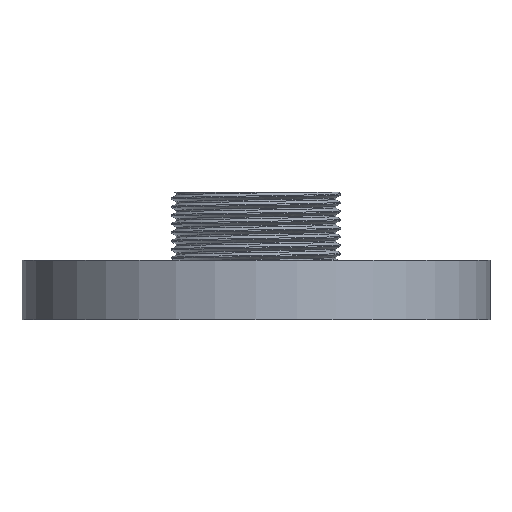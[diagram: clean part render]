
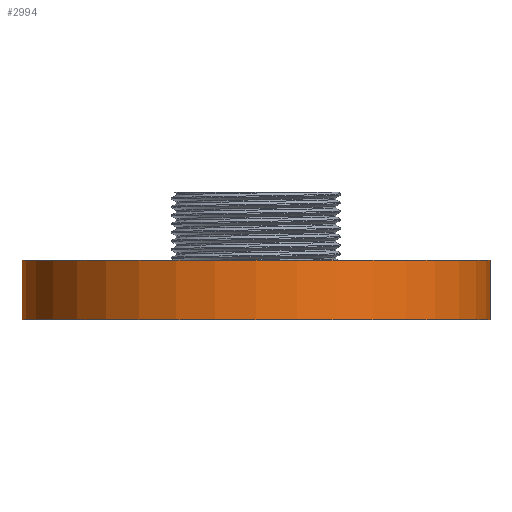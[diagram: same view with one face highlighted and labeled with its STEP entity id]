
A CAD part, front view. The second image highlights one B-rep face of the part: STEP entity #2994.
In plain terms, the highlighted cylindrical face has radius 27.5 mm (diameter 55 mm), a full revolution.
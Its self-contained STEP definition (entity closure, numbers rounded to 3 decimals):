
#201=FACE_OUTER_BOUND('',#371,.T.);
#371=EDGE_LOOP('',(#2629,#2630,#2631,#2632));
#724=CIRCLE('',#3183,27.5);
#726=CIRCLE('',#3194,27.5);
#856=LINE('',#15169,#984);
#984=VECTOR('',#3688,27.5);
#1290=VERTEX_POINT('',#8328);
#1295=VERTEX_POINT('',#15167);
#1702=EDGE_CURVE('',#1290,#1290,#724,.T.);
#1760=EDGE_CURVE('',#1295,#1295,#726,.T.);
#1761=EDGE_CURVE('',#1295,#1290,#856,.T.);
#2629=ORIENTED_EDGE('',*,*,#1760,.F.);
#2630=ORIENTED_EDGE('',*,*,#1761,.T.);
#2631=ORIENTED_EDGE('',*,*,#1702,.F.);
#2632=ORIENTED_EDGE('',*,*,#1761,.F.);
#2835=CYLINDRICAL_SURFACE('',#3193,27.5);
#2994=ADVANCED_FACE('',(#201),#2835,.T.);
#3183=AXIS2_PLACEMENT_3D('',#8329,#3664,#3665);
#3193=AXIS2_PLACEMENT_3D('',#15166,#3684,#3685);
#3194=AXIS2_PLACEMENT_3D('',#15168,#3686,#3687);
#3664=DIRECTION('center_axis',(0.,0.,1.));
#3665=DIRECTION('ref_axis',(1.,0.,0.));
#3684=DIRECTION('center_axis',(0.,0.,1.));
#3685=DIRECTION('ref_axis',(1.,0.,0.));
#3686=DIRECTION('center_axis',(0.,0.,-1.));
#3687=DIRECTION('ref_axis',(1.,0.,0.));
#3688=DIRECTION('',(0.,0.,1.));
#8328=CARTESIAN_POINT('',(-27.5,0.,7.));
#8329=CARTESIAN_POINT('Origin',(0.,0.,7.));
#15166=CARTESIAN_POINT('Origin',(0.,0.,0.));
#15167=CARTESIAN_POINT('',(-27.5,0.,0.));
#15168=CARTESIAN_POINT('Origin',(0.,0.,0.));
#15169=CARTESIAN_POINT('',(-27.5,0.,0.));
